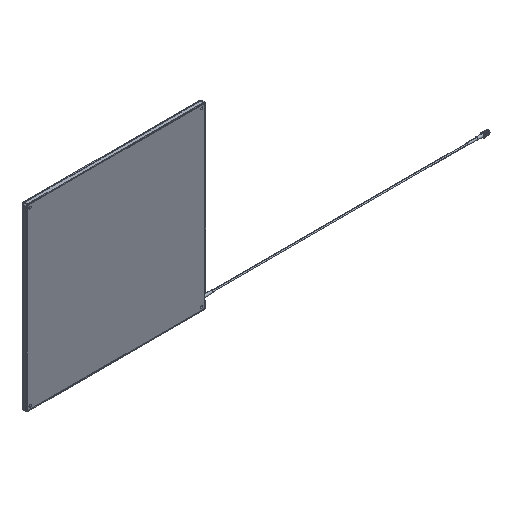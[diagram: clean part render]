
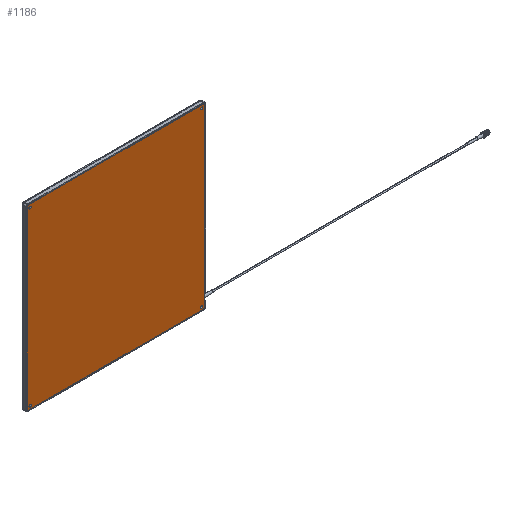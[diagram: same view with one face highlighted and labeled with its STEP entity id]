
A CAD part, isometric view. The second image highlights one B-rep face of the part: STEP entity #1186.
In plain terms, the highlighted planar face has unit normal (0, -1, 0).
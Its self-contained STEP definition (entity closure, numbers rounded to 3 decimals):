
#4 = VERTEX_POINT ( 'NONE', #6040 ) ;
#33 = DIRECTION ( 'NONE',  ( 0., 0., 1. ) ) ;
#37 = AXIS2_PLACEMENT_3D ( 'NONE', #6385, #1126, #2735 ) ;
#49 = CIRCLE ( 'NONE', #896, 2. ) ;
#81 = FACE_BOUND ( 'NONE', #4851, .T. ) ;
#141 = VECTOR ( 'NONE', #1692, 1000. ) ;
#142 = ORIENTED_EDGE ( 'NONE', *, *, #4395, .F. ) ;
#163 = ORIENTED_EDGE ( 'NONE', *, *, #5117, .F. ) ;
#229 = EDGE_CURVE ( 'NONE', #6014, #4162, #3533, .T. ) ;
#245 = DIRECTION ( 'NONE',  ( 0., 1., 0. ) ) ;
#283 = DIRECTION ( 'NONE',  ( 0., 1., 0. ) ) ;
#304 = AXIS2_PLACEMENT_3D ( 'NONE', #6285, #3661, #3202 ) ;
#319 = CIRCLE ( 'NONE', #3807, 2. ) ;
#382 = ORIENTED_EDGE ( 'NONE', *, *, #2168, .T. ) ;
#448 = DIRECTION ( 'NONE',  ( 0., 1., 0. ) ) ;
#457 = ORIENTED_EDGE ( 'NONE', *, *, #2978, .F. ) ;
#461 = DIRECTION ( 'NONE',  ( 0., 1., 0. ) ) ;
#584 = PLANE ( 'NONE',  #4499 ) ;
#605 = AXIS2_PLACEMENT_3D ( 'NONE', #4570, #2583, #2113 ) ;
#672 = DIRECTION ( 'NONE',  ( 0., 0., 1. ) ) ;
#684 = LINE ( 'NONE', #4262, #141 ) ;
#761 = EDGE_LOOP ( 'NONE', ( #5032, #4471 ) ) ;
#783 = DIRECTION ( 'NONE',  ( 0., 0., 1. ) ) ;
#853 = AXIS2_PLACEMENT_3D ( 'NONE', #3506, #245, #5497 ) ;
#896 = AXIS2_PLACEMENT_3D ( 'NONE', #3215, #2199, #3708 ) ;
#929 = EDGE_CURVE ( 'NONE', #1787, #3869, #2647, .T. ) ;
#1023 = DIRECTION ( 'NONE',  ( 1., 0., 0. ) ) ;
#1033 = CARTESIAN_POINT ( 'NONE',  ( 7., -0.25, -299. ) ) ;
#1101 = DIRECTION ( 'NONE',  ( 0., 0., 1. ) ) ;
#1126 = DIRECTION ( 'NONE',  ( 0., 1., 0. ) ) ;
#1139 = CARTESIAN_POINT ( 'NONE',  ( 7., -0.25, -297. ) ) ;
#1158 = CARTESIAN_POINT ( 'NONE',  ( 4.5, -0.25, -2. ) ) ;
#1186 = ADVANCED_FACE ( 'NONE', ( #3655, #81, #4640, #3723, #2548 ), #584, .F. ) ;
#1235 = CARTESIAN_POINT ( 'NONE',  ( 7., -0.25, -297. ) ) ;
#1284 = ORIENTED_EDGE ( 'NONE', *, *, #3698, .F. ) ;
#1302 = ORIENTED_EDGE ( 'NONE', *, *, #929, .T. ) ;
#1457 = EDGE_CURVE ( 'NONE', #2993, #4, #49, .T. ) ;
#1490 = CIRCLE ( 'NONE', #304, 2. ) ;
#1559 = LINE ( 'NONE', #1693, #4436 ) ;
#1594 = CARTESIAN_POINT ( 'NONE',  ( 297., -0.25, -7. ) ) ;
#1616 = AXIS2_PLACEMENT_3D ( 'NONE', #1139, #2101, #33 ) ;
#1619 = VECTOR ( 'NONE', #6675, 1000. ) ;
#1672 = DIRECTION ( 'NONE',  ( 0., 0., 1. ) ) ;
#1692 = DIRECTION ( 'NONE',  ( 0., 0., -1. ) ) ;
#1693 = CARTESIAN_POINT ( 'NONE',  ( 299.5, -0.25, -2. ) ) ;
#1773 = DIRECTION ( 'NONE',  ( 0., 1., 0. ) ) ;
#1787 = VERTEX_POINT ( 'NONE', #4697 ) ;
#1832 = CARTESIAN_POINT ( 'NONE',  ( 299.5, -0.25, -299.5 ) ) ;
#1863 = ORIENTED_EDGE ( 'NONE', *, *, #4700, .F. ) ;
#1922 = VERTEX_POINT ( 'NONE', #4248 ) ;
#1956 = LINE ( 'NONE', #3015, #1619 ) ;
#1987 = ORIENTED_EDGE ( 'NONE', *, *, #3878, .F. ) ;
#2004 = DIRECTION ( 'NONE',  ( 0., 0., 1. ) ) ;
#2028 = EDGE_CURVE ( 'NONE', #6243, #1922, #5336, .T. ) ;
#2050 = DIRECTION ( 'NONE',  ( 0., 0., 1. ) ) ;
#2053 = VERTEX_POINT ( 'NONE', #4509 ) ;
#2101 = DIRECTION ( 'NONE',  ( 0., 1., 0. ) ) ;
#2113 = DIRECTION ( 'NONE',  ( 0., 0., 1. ) ) ;
#2168 = EDGE_CURVE ( 'NONE', #1922, #6243, #319, .T. ) ;
#2197 = DIRECTION ( 'NONE',  ( 0., 0., 1. ) ) ;
#2199 = DIRECTION ( 'NONE',  ( 0., 1., 0. ) ) ;
#2271 = EDGE_CURVE ( 'NONE', #4623, #2053, #2506, .T. ) ;
#2327 = ORIENTED_EDGE ( 'NONE', *, *, #2271, .F. ) ;
#2354 = VERTEX_POINT ( 'NONE', #3402 ) ;
#2374 = AXIS2_PLACEMENT_3D ( 'NONE', #5854, #1773, #2197 ) ;
#2416 = EDGE_LOOP ( 'NONE', ( #457, #142, #1987, #1863, #163, #2327, #1284, #3639 ) ) ;
#2506 = CIRCLE ( 'NONE', #2845, 2.5 ) ;
#2548 = FACE_OUTER_BOUND ( 'NONE', #2416, .T. ) ;
#2583 = DIRECTION ( 'NONE',  ( 0., 1., 0. ) ) ;
#2647 = CIRCLE ( 'NONE', #5817, 2. ) ;
#2682 = LINE ( 'NONE', #4762, #4599 ) ;
#2735 = DIRECTION ( 'NONE',  ( 0., 0., 1. ) ) ;
#2809 = DIRECTION ( 'NONE',  ( 0., 1., 0. ) ) ;
#2816 = EDGE_LOOP ( 'NONE', ( #1302, #4276 ) ) ;
#2845 = AXIS2_PLACEMENT_3D ( 'NONE', #1832, #283, #783 ) ;
#2930 = CIRCLE ( 'NONE', #853, 2.5 ) ;
#2978 = EDGE_CURVE ( 'NONE', #3716, #6014, #1559, .T. ) ;
#2979 = EDGE_CURVE ( 'NONE', #3869, #1787, #1490, .T. ) ;
#2993 = VERTEX_POINT ( 'NONE', #5198 ) ;
#3008 = CARTESIAN_POINT ( 'NONE',  ( 302., -0.25, -4.5 ) ) ;
#3015 = CARTESIAN_POINT ( 'NONE',  ( 4.5, -0.25, -302. ) ) ;
#3095 = VERTEX_POINT ( 'NONE', #5333 ) ;
#3202 = DIRECTION ( 'NONE',  ( 0., 0., 1. ) ) ;
#3215 = CARTESIAN_POINT ( 'NONE',  ( 297., -0.25, -297. ) ) ;
#3402 = CARTESIAN_POINT ( 'NONE',  ( 4.5, -0.25, -302. ) ) ;
#3440 = CARTESIAN_POINT ( 'NONE',  ( 7., -0.25, -7. ) ) ;
#3456 = EDGE_LOOP ( 'NONE', ( #5606, #382 ) ) ;
#3506 = CARTESIAN_POINT ( 'NONE',  ( 4.5, -0.25, -299.5 ) ) ;
#3533 = CIRCLE ( 'NONE', #605, 2.5 ) ;
#3621 = CARTESIAN_POINT ( 'NONE',  ( 3.5, -0.25, -300.5 ) ) ;
#3639 = ORIENTED_EDGE ( 'NONE', *, *, #229, .F. ) ;
#3651 = EDGE_CURVE ( 'NONE', #4, #2993, #6345, .T. ) ;
#3655 = FACE_BOUND ( 'NONE', #761, .T. ) ;
#3661 = DIRECTION ( 'NONE',  ( 0., 1., 0. ) ) ;
#3698 = EDGE_CURVE ( 'NONE', #4162, #4623, #684, .T. ) ;
#3708 = DIRECTION ( 'NONE',  ( 0., 0., 1. ) ) ;
#3716 = VERTEX_POINT ( 'NONE', #1158 ) ;
#3723 = FACE_BOUND ( 'NONE', #3456, .T. ) ;
#3801 = CARTESIAN_POINT ( 'NONE',  ( 7., -0.25, -5. ) ) ;
#3807 = AXIS2_PLACEMENT_3D ( 'NONE', #6734, #461, #2050 ) ;
#3869 = VERTEX_POINT ( 'NONE', #4734 ) ;
#3878 = EDGE_CURVE ( 'NONE', #3967, #3095, #2682, .T. ) ;
#3967 = VERTEX_POINT ( 'NONE', #4890 ) ;
#4095 = VERTEX_POINT ( 'NONE', #1033 ) ;
#4162 = VERTEX_POINT ( 'NONE', #3008 ) ;
#4248 = CARTESIAN_POINT ( 'NONE',  ( 7., -0.25, -9. ) ) ;
#4262 = CARTESIAN_POINT ( 'NONE',  ( 302., -0.25, -299.5 ) ) ;
#4276 = ORIENTED_EDGE ( 'NONE', *, *, #2979, .T. ) ;
#4290 = ORIENTED_EDGE ( 'NONE', *, *, #4387, .T. ) ;
#4387 = EDGE_CURVE ( 'NONE', #4095, #4528, #6629, .T. ) ;
#4395 = EDGE_CURVE ( 'NONE', #3095, #3716, #4556, .T. ) ;
#4436 = VECTOR ( 'NONE', #1023, 1000. ) ;
#4457 = CARTESIAN_POINT ( 'NONE',  ( 302., -0.25, -299.5 ) ) ;
#4471 = ORIENTED_EDGE ( 'NONE', *, *, #3651, .T. ) ;
#4499 = AXIS2_PLACEMENT_3D ( 'NONE', #3621, #448, #2004 ) ;
#4509 = CARTESIAN_POINT ( 'NONE',  ( 299.5, -0.25, -302. ) ) ;
#4528 = VERTEX_POINT ( 'NONE', #6391 ) ;
#4556 = CIRCLE ( 'NONE', #2374, 2.5 ) ;
#4570 = CARTESIAN_POINT ( 'NONE',  ( 299.5, -0.25, -4.5 ) ) ;
#4599 = VECTOR ( 'NONE', #672, 1000. ) ;
#4623 = VERTEX_POINT ( 'NONE', #4457 ) ;
#4640 = FACE_BOUND ( 'NONE', #2816, .T. ) ;
#4697 = CARTESIAN_POINT ( 'NONE',  ( 297., -0.25, -5. ) ) ;
#4700 = EDGE_CURVE ( 'NONE', #2354, #3967, #2930, .T. ) ;
#4734 = CARTESIAN_POINT ( 'NONE',  ( 297., -0.25, -9. ) ) ;
#4762 = CARTESIAN_POINT ( 'NONE',  ( 2., -0.25, -4.5 ) ) ;
#4781 = AXIS2_PLACEMENT_3D ( 'NONE', #1235, #2809, #1672 ) ;
#4783 = DIRECTION ( 'NONE',  ( 0., 1., 0. ) ) ;
#4851 = EDGE_LOOP ( 'NONE', ( #5641, #4290 ) ) ;
#4852 = EDGE_CURVE ( 'NONE', #4528, #4095, #6323, .T. ) ;
#4890 = CARTESIAN_POINT ( 'NONE',  ( 2., -0.25, -299.5 ) ) ;
#5032 = ORIENTED_EDGE ( 'NONE', *, *, #1457, .T. ) ;
#5117 = EDGE_CURVE ( 'NONE', #2053, #2354, #1956, .T. ) ;
#5198 = CARTESIAN_POINT ( 'NONE',  ( 297., -0.25, -295. ) ) ;
#5333 = CARTESIAN_POINT ( 'NONE',  ( 2., -0.25, -4.5 ) ) ;
#5336 = CIRCLE ( 'NONE', #6199, 2. ) ;
#5486 = CARTESIAN_POINT ( 'NONE',  ( 299.5, -0.25, -2. ) ) ;
#5497 = DIRECTION ( 'NONE',  ( 0., 0., 1. ) ) ;
#5512 = DIRECTION ( 'NONE',  ( 0., 1., 0. ) ) ;
#5542 = DIRECTION ( 'NONE',  ( 0., 0., 1. ) ) ;
#5606 = ORIENTED_EDGE ( 'NONE', *, *, #2028, .T. ) ;
#5641 = ORIENTED_EDGE ( 'NONE', *, *, #4852, .T. ) ;
#5817 = AXIS2_PLACEMENT_3D ( 'NONE', #1594, #4783, #1101 ) ;
#5854 = CARTESIAN_POINT ( 'NONE',  ( 4.5, -0.25, -4.5 ) ) ;
#6014 = VERTEX_POINT ( 'NONE', #5486 ) ;
#6040 = CARTESIAN_POINT ( 'NONE',  ( 297., -0.25, -299. ) ) ;
#6199 = AXIS2_PLACEMENT_3D ( 'NONE', #3440, #5512, #5542 ) ;
#6243 = VERTEX_POINT ( 'NONE', #3801 ) ;
#6285 = CARTESIAN_POINT ( 'NONE',  ( 297., -0.25, -7. ) ) ;
#6323 = CIRCLE ( 'NONE', #1616, 2. ) ;
#6345 = CIRCLE ( 'NONE', #37, 2. ) ;
#6385 = CARTESIAN_POINT ( 'NONE',  ( 297., -0.25, -297. ) ) ;
#6391 = CARTESIAN_POINT ( 'NONE',  ( 7., -0.25, -295. ) ) ;
#6629 = CIRCLE ( 'NONE', #4781, 2. ) ;
#6675 = DIRECTION ( 'NONE',  ( -1., 0., 0. ) ) ;
#6734 = CARTESIAN_POINT ( 'NONE',  ( 7., -0.25, -7. ) ) ;
